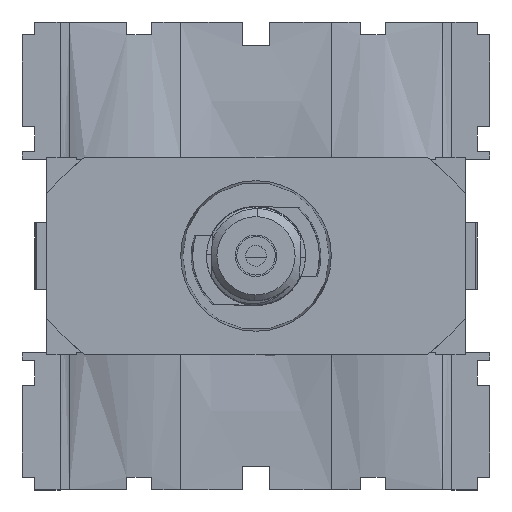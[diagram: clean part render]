
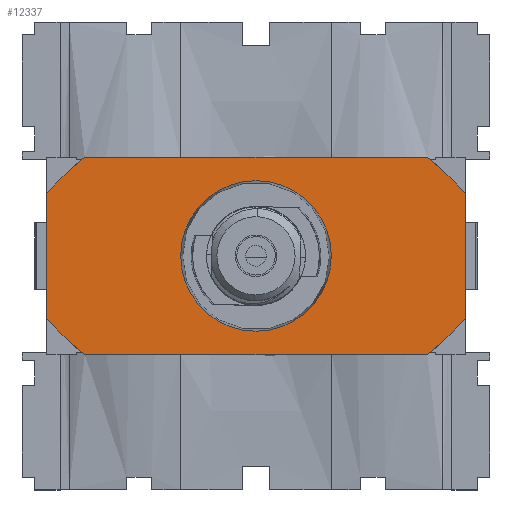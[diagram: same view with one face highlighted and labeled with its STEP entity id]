
A CAD part, top view. The second image highlights one B-rep face of the part: STEP entity #12337.
In plain terms, the highlighted planar face has unit normal (0, 0, 1).
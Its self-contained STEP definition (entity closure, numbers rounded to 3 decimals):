
#2890=AXIS2_PLACEMENT_3D('Circle Axis2P3D',#2888,#2889,$) ;
#5571=AXIS2_PLACEMENT_3D('Circle Axis2P3D',#5569,#5570,$) ;
#5781=AXIS2_PLACEMENT_3D('Circle Axis2P3D',#5779,#5780,$) ;
#5869=AXIS2_PLACEMENT_3D('Circle Axis2P3D',#5867,#5868,$) ;
#5925=AXIS2_PLACEMENT_3D('Circle Axis2P3D',#5923,#5924,$) ;
#5947=AXIS2_PLACEMENT_3D('Circle Axis2P3D',#5945,#5946,$) ;
#12312=AXIS2_PLACEMENT_3D('Plane Axis2P3D',#12309,#12310,#12311) ;
#2885=CARTESIAN_POINT('Vertex',(-16.483,-9.5,4.)) ;
#2888=CARTESIAN_POINT('Axis2P3D Location',(0.,11.25,4.)) ;
#2892=CARTESIAN_POINT('Vertex',(-20.125,-5.99,4.)) ;
#2918=CARTESIAN_POINT('Vertex',(-20.15,-5.99,4.)) ;
#2921=CARTESIAN_POINT('Line Origine',(-20.138,-5.99,4.)) ;
#3095=CARTESIAN_POINT('Line Origine',(-20.15,0.,4.)) ;
#3099=CARTESIAN_POINT('Vertex',(-20.15,5.99,4.)) ;
#3393=CARTESIAN_POINT('Vertex',(16.483,-9.5,4.)) ;
#3398=CARTESIAN_POINT('Line Origine',(0.,-9.5,4.)) ;
#4881=CARTESIAN_POINT('Line Origine',(-20.138,5.99,4.)) ;
#4885=CARTESIAN_POINT('Vertex',(-20.125,5.99,4.)) ;
#5564=CARTESIAN_POINT('Vertex',(20.125,-5.99,4.)) ;
#5569=CARTESIAN_POINT('Axis2P3D Location',(0.,11.25,4.)) ;
#5776=CARTESIAN_POINT('Vertex',(16.483,9.5,4.)) ;
#5779=CARTESIAN_POINT('Axis2P3D Location',(0.,-11.25,4.)) ;
#5783=CARTESIAN_POINT('Vertex',(20.125,5.99,4.)) ;
#5811=CARTESIAN_POINT('Vertex',(-16.483,9.5,4.)) ;
#5816=CARTESIAN_POINT('Line Origine',(0.,9.5,4.)) ;
#5867=CARTESIAN_POINT('Axis2P3D Location',(0.,-11.25,4.)) ;
#5906=CARTESIAN_POINT('Vertex',(7.247,0.,4.)) ;
#5920=CARTESIAN_POINT('Vertex',(-7.247,0.,4.)) ;
#5923=CARTESIAN_POINT('Axis2P3D Location',(0.,0.,4.)) ;
#5945=CARTESIAN_POINT('Axis2P3D Location',(0.,0.,4.)) ;
#12271=CARTESIAN_POINT('Line Origine',(20.138,5.99,4.)) ;
#12275=CARTESIAN_POINT('Vertex',(20.15,5.99,4.)) ;
#12294=CARTESIAN_POINT('Vertex',(20.15,-5.99,4.)) ;
#12297=CARTESIAN_POINT('Line Origine',(20.138,-5.99,4.)) ;
#12309=CARTESIAN_POINT('Axis2P3D Location',(0.,0.,4.)) ;
#12314=CARTESIAN_POINT('Line Origine',(20.15,0.,4.)) ;
#2889=DIRECTION('Axis2P3D Direction',(0.,0.,1.)) ;
#2922=DIRECTION('Vector Direction',(-1.,0.,0.)) ;
#3096=DIRECTION('Vector Direction',(0.,-1.,0.)) ;
#3399=DIRECTION('Vector Direction',(-1.,0.,0.)) ;
#4882=DIRECTION('Vector Direction',(-1.,0.,0.)) ;
#5570=DIRECTION('Axis2P3D Direction',(0.,0.,1.)) ;
#5780=DIRECTION('Axis2P3D Direction',(0.,0.,1.)) ;
#5817=DIRECTION('Vector Direction',(1.,0.,0.)) ;
#5868=DIRECTION('Axis2P3D Direction',(0.,0.,1.)) ;
#5924=DIRECTION('Axis2P3D Direction',(0.,0.,-1.)) ;
#5946=DIRECTION('Axis2P3D Direction',(0.,0.,-1.)) ;
#12272=DIRECTION('Vector Direction',(1.,0.,0.)) ;
#12298=DIRECTION('Vector Direction',(1.,0.,0.)) ;
#12310=DIRECTION('Axis2P3D Direction',(0.,0.,1.)) ;
#12311=DIRECTION('Axis2P3D XDirection',(1.,0.,0.)) ;
#12315=DIRECTION('Vector Direction',(0.,-1.,0.)) ;
#2923=VECTOR('Line Direction',#2922,1.) ;
#3097=VECTOR('Line Direction',#3096,1.) ;
#3400=VECTOR('Line Direction',#3399,1.) ;
#4883=VECTOR('Line Direction',#4882,1.) ;
#5818=VECTOR('Line Direction',#5817,1.) ;
#12273=VECTOR('Line Direction',#12272,1.) ;
#12299=VECTOR('Line Direction',#12298,1.) ;
#12316=VECTOR('Line Direction',#12315,1.) ;
#12320=ORIENTED_EDGE('',*,*,#4887,.T.) ;
#12321=ORIENTED_EDGE('',*,*,#3101,.T.) ;
#12322=ORIENTED_EDGE('',*,*,#2925,.F.) ;
#12323=ORIENTED_EDGE('',*,*,#2894,.T.) ;
#12324=ORIENTED_EDGE('',*,*,#3402,.T.) ;
#12325=ORIENTED_EDGE('',*,*,#5573,.T.) ;
#12326=ORIENTED_EDGE('',*,*,#12301,.T.) ;
#12327=ORIENTED_EDGE('',*,*,#12318,.F.) ;
#12328=ORIENTED_EDGE('',*,*,#12277,.F.) ;
#12329=ORIENTED_EDGE('',*,*,#5785,.T.) ;
#12330=ORIENTED_EDGE('',*,*,#5820,.T.) ;
#12331=ORIENTED_EDGE('',*,*,#5871,.T.) ;
#12334=ORIENTED_EDGE('',*,*,#5949,.T.) ;
#12335=ORIENTED_EDGE('',*,*,#5927,.T.) ;
#12336=FACE_BOUND('',#12333,.T.) ;
#12337=ADVANCED_FACE('2767531960.1\\Corps principal',(#12332,#12336),#12313,.T.) ;
#2891=CIRCLE('generated circle',#2890,26.5) ;
#5572=CIRCLE('generated circle',#5571,26.5) ;
#5782=CIRCLE('generated circle',#5781,26.5) ;
#5870=CIRCLE('generated circle',#5869,26.5) ;
#5926=CIRCLE('generated circle',#5925,7.247) ;
#5948=CIRCLE('generated circle',#5947,7.247) ;
#2894=EDGE_CURVE('',#2893,#2886,#2891,.T.) ;
#2925=EDGE_CURVE('',#2893,#2919,#2924,.T.) ;
#3101=EDGE_CURVE('',#3100,#2919,#3098,.T.) ;
#3402=EDGE_CURVE('',#2886,#3394,#3401,.F.) ;
#4887=EDGE_CURVE('',#4886,#3100,#4884,.T.) ;
#5573=EDGE_CURVE('',#3394,#5565,#5572,.T.) ;
#5785=EDGE_CURVE('',#5784,#5777,#5782,.T.) ;
#5820=EDGE_CURVE('',#5777,#5812,#5819,.F.) ;
#5871=EDGE_CURVE('',#5812,#4886,#5870,.T.) ;
#5927=EDGE_CURVE('',#5907,#5921,#5926,.T.) ;
#5949=EDGE_CURVE('',#5921,#5907,#5948,.T.) ;
#12277=EDGE_CURVE('',#5784,#12276,#12274,.T.) ;
#12301=EDGE_CURVE('',#5565,#12295,#12300,.T.) ;
#12318=EDGE_CURVE('',#12276,#12295,#12317,.T.) ;
#12319=EDGE_LOOP('',(#12320,#12321,#12322,#12323,#12324,#12325,#12326,#12327,#12328,#12329,#12330,#12331)) ;
#12333=EDGE_LOOP('',(#12334,#12335)) ;
#12332=FACE_OUTER_BOUND('',#12319,.T.) ;
#2924=LINE('Line',#2921,#2923) ;
#3098=LINE('Line',#3095,#3097) ;
#3401=LINE('Line',#3398,#3400) ;
#4884=LINE('Line',#4881,#4883) ;
#5819=LINE('Line',#5816,#5818) ;
#12274=LINE('Line',#12271,#12273) ;
#12300=LINE('Line',#12297,#12299) ;
#12317=LINE('Line',#12314,#12316) ;
#12313=PLANE('',#12312) ;
#2886=VERTEX_POINT('',#2885) ;
#2893=VERTEX_POINT('',#2892) ;
#2919=VERTEX_POINT('',#2918) ;
#3100=VERTEX_POINT('',#3099) ;
#3394=VERTEX_POINT('',#3393) ;
#4886=VERTEX_POINT('',#4885) ;
#5565=VERTEX_POINT('',#5564) ;
#5777=VERTEX_POINT('',#5776) ;
#5784=VERTEX_POINT('',#5783) ;
#5812=VERTEX_POINT('',#5811) ;
#5907=VERTEX_POINT('',#5906) ;
#5921=VERTEX_POINT('',#5920) ;
#12276=VERTEX_POINT('',#12275) ;
#12295=VERTEX_POINT('',#12294) ;
